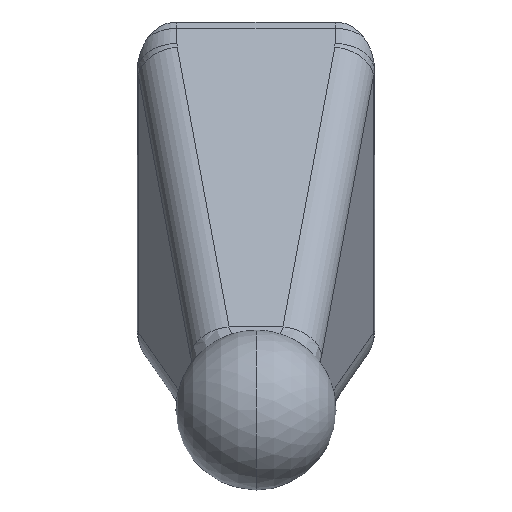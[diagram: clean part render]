
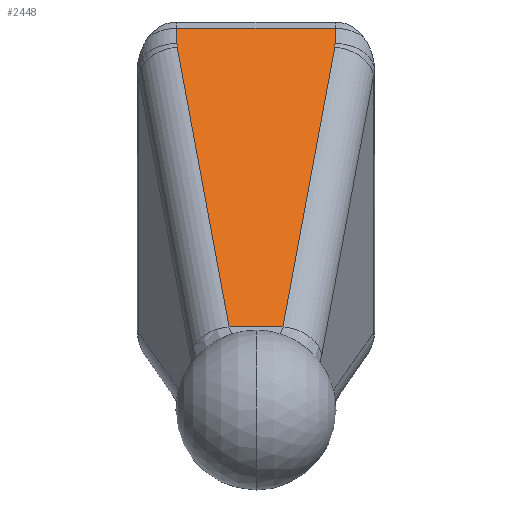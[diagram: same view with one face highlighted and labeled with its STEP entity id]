
A CAD part, front view. The second image highlights one B-rep face of the part: STEP entity #2448.
In plain terms, the highlighted planar face has unit normal (0, -0.707, 0.707).
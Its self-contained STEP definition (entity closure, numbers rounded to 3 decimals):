
#138 = CARTESIAN_POINT ( 'NONE',  ( 1.363, 8.73, 4.213 ) ) ;
#221 = VERTEX_POINT ( 'NONE', #2959 ) ;
#248 = CARTESIAN_POINT ( 'NONE',  ( 6., 23.826, 19.308 ) ) ;
#339 = VECTOR ( 'NONE', #699, 1000. ) ;
#423 = DIRECTION ( 'NONE',  ( 0., 0.707, 0.707 ) ) ;
#439 = DIRECTION ( 'NONE',  ( 0., 0.707, 0.707 ) ) ;
#489 = ORIENTED_EDGE ( 'NONE', *, *, #2846, .T. ) ;
#547 = ORIENTED_EDGE ( 'NONE', *, *, #2970, .T. ) ;
#568 = CARTESIAN_POINT ( 'NONE',  ( -3.983, 22.879, 18.361 ) ) ;
#577 = CARTESIAN_POINT ( 'NONE',  ( 3.983, 22.879, 18.361 ) ) ;
#602 = EDGE_CURVE ( 'NONE', #2090, #2793, #624, .T. ) ;
#618 = LINE ( 'NONE', #842, #1671 ) ;
#624 = LINE ( 'NONE', #2266, #2718 ) ;
#629 = CARTESIAN_POINT ( 'NONE',  ( 3., 8.73, 4.213 ) ) ;
#699 = DIRECTION ( 'NONE',  ( 0.13, -0.701, -0.701 ) ) ;
#771 = CARTESIAN_POINT ( 'NONE',  ( 4., 23., 18.482 ) ) ;
#792 = DIRECTION ( 'NONE',  ( 1., 0., 0. ) ) ;
#804 = CARTESIAN_POINT ( 'NONE',  ( -4., 23.061, 18.543 ) ) ;
#808 =( BOUNDED_CURVE ( )  B_SPLINE_CURVE ( 3, ( #804, #1987, #1745, #568 ),
 .UNSPECIFIED., .F., .F. ) 
 B_SPLINE_CURVE_WITH_KNOTS ( ( 4, 4 ),
 ( 1.571, 1.754 ),
 .UNSPECIFIED. ) 
 CURVE ( )  GEOMETRIC_REPRESENTATION_ITEM ( )  RATIONAL_B_SPLINE_CURVE ( ( 1., 0.997, 0.997, 1. ) ) 
 REPRESENTATION_ITEM ( '' )  );
#842 = CARTESIAN_POINT ( 'NONE',  ( -4., 8., 3.482 ) ) ;
#886 = LINE ( 'NONE', #248, #2651 ) ;
#935 = DIRECTION ( 'NONE',  ( -1., 0., 0. ) ) ;
#942 = EDGE_LOOP ( 'NONE', ( #1317, #547, #1285, #1619, #2890, #2897, #1310, #489 ) ) ;
#972 = LINE ( 'NONE', #2101, #339 ) ;
#1022 = CARTESIAN_POINT ( 'NONE',  ( -3.983, 22.879, 18.361 ) ) ;
#1103 = VERTEX_POINT ( 'NONE', #2858 ) ;
#1131 = DIRECTION ( 'NONE',  ( 0.13, 0.701, 0.701 ) ) ;
#1157 = EDGE_CURVE ( 'NONE', #221, #2007, #808, .T. ) ;
#1285 = ORIENTED_EDGE ( 'NONE', *, *, #1834, .T. ) ;
#1310 = ORIENTED_EDGE ( 'NONE', *, *, #2466, .T. ) ;
#1317 = ORIENTED_EDGE ( 'NONE', *, *, #1157, .T. ) ;
#1325 = VECTOR ( 'NONE', #423, 1000. ) ;
#1410 = CARTESIAN_POINT ( 'NONE',  ( 6., 8., 3.482 ) ) ;
#1451 = VECTOR ( 'NONE', #792, 1000. ) ;
#1571 = VERTEX_POINT ( 'NONE', #2019 ) ;
#1619 = ORIENTED_EDGE ( 'NONE', *, *, #602, .T. ) ;
#1671 = VECTOR ( 'NONE', #2939, 1000. ) ;
#1745 = CARTESIAN_POINT ( 'NONE',  ( -3.994, 22.939, 18.421 ) ) ;
#1834 = EDGE_CURVE ( 'NONE', #1103, #2090, #1994, .T. ) ;
#1970 = CARTESIAN_POINT ( 'NONE',  ( 4., 23.061, 18.543 ) ) ;
#1987 = CARTESIAN_POINT ( 'NONE',  ( -4., 23., 18.482 ) ) ;
#1994 = LINE ( 'NONE', #629, #1451 ) ;
#2007 = VERTEX_POINT ( 'NONE', #1022 ) ;
#2019 = CARTESIAN_POINT ( 'NONE',  ( 4., 23.061, 18.543 ) ) ;
#2034 =( BOUNDED_CURVE ( )  B_SPLINE_CURVE ( 3, ( #2889, #2331, #771, #1970 ),
 .UNSPECIFIED., .F., .T. ) 
 B_SPLINE_CURVE_WITH_KNOTS ( ( 4, 4 ),
 ( 1.388, 1.571 ),
 .UNSPECIFIED. ) 
 CURVE ( )  GEOMETRIC_REPRESENTATION_ITEM ( )  RATIONAL_B_SPLINE_CURVE ( ( 1., 0.997, 0.997, 1. ) ) 
 REPRESENTATION_ITEM ( '' )  );
#2045 = EDGE_CURVE ( 'NONE', #2793, #1571, #2034, .T. ) ;
#2090 = VERTEX_POINT ( 'NONE', #138 ) ;
#2101 = CARTESIAN_POINT ( 'NONE',  ( -1.106, 7.342, 2.824 ) ) ;
#2171 = CARTESIAN_POINT ( 'NONE',  ( 4., 23.826, 19.308 ) ) ;
#2195 = AXIS2_PLACEMENT_3D ( 'NONE', #1410, #2580, #439 ) ;
#2266 = CARTESIAN_POINT ( 'NONE',  ( 1.308, 8.434, 3.917 ) ) ;
#2331 = CARTESIAN_POINT ( 'NONE',  ( 3.994, 22.939, 18.421 ) ) ;
#2448 = ADVANCED_FACE ( 'NONE', ( #2544 ), #2995, .F. ) ;
#2466 = EDGE_CURVE ( 'NONE', #2597, #2705, #886, .T. ) ;
#2531 = CARTESIAN_POINT ( 'NONE',  ( 4., 24.397, 19.879 ) ) ;
#2540 = CARTESIAN_POINT ( 'NONE',  ( -4., 23.826, 19.308 ) ) ;
#2544 = FACE_OUTER_BOUND ( 'NONE', #942, .T. ) ;
#2545 = EDGE_CURVE ( 'NONE', #1571, #2597, #2752, .T. ) ;
#2580 = DIRECTION ( 'NONE',  ( 0., 0.707, -0.707 ) ) ;
#2597 = VERTEX_POINT ( 'NONE', #2171 ) ;
#2651 = VECTOR ( 'NONE', #935, 1000. ) ;
#2705 = VERTEX_POINT ( 'NONE', #2540 ) ;
#2718 = VECTOR ( 'NONE', #1131, 1000. ) ;
#2752 = LINE ( 'NONE', #2531, #1325 ) ;
#2793 = VERTEX_POINT ( 'NONE', #577 ) ;
#2846 = EDGE_CURVE ( 'NONE', #2705, #221, #618, .T. ) ;
#2858 = CARTESIAN_POINT ( 'NONE',  ( -1.363, 8.73, 4.213 ) ) ;
#2889 = CARTESIAN_POINT ( 'NONE',  ( 3.983, 22.879, 18.361 ) ) ;
#2890 = ORIENTED_EDGE ( 'NONE', *, *, #2045, .T. ) ;
#2897 = ORIENTED_EDGE ( 'NONE', *, *, #2545, .T. ) ;
#2939 = DIRECTION ( 'NONE',  ( 0., -0.707, -0.707 ) ) ;
#2959 = CARTESIAN_POINT ( 'NONE',  ( -4., 23.061, 18.543 ) ) ;
#2970 = EDGE_CURVE ( 'NONE', #2007, #1103, #972, .T. ) ;
#2995 = PLANE ( 'NONE',  #2195 ) ;
